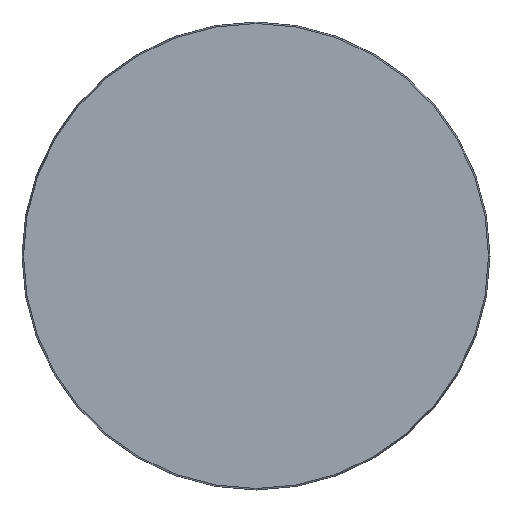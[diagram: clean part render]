
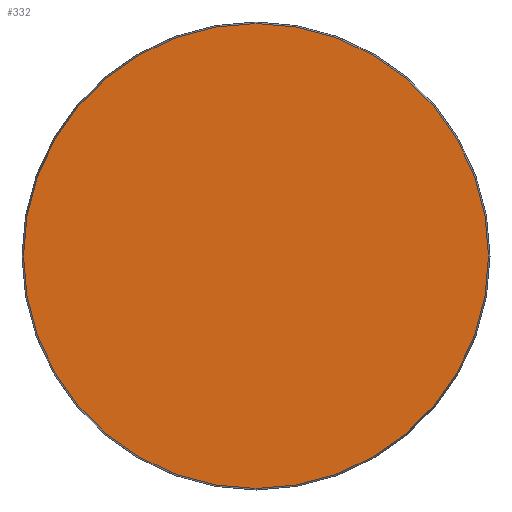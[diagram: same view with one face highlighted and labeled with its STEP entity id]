
A CAD part, front view. The second image highlights one B-rep face of the part: STEP entity #332.
In plain terms, the highlighted planar face has unit normal (0, -1, 0).
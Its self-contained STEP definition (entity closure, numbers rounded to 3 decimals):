
#17 = DIRECTION ( 'NONE',  ( 0., 1., 0. ) ) ;
#40 = DIRECTION ( 'NONE',  ( 0., -1., 0. ) ) ;
#126 = CARTESIAN_POINT ( 'NONE',  ( 0., 0., -88.425 ) ) ;
#133 = VERTEX_POINT ( 'NONE', #126 ) ;
#255 = ORIENTED_EDGE ( 'NONE', *, *, #580, .T. ) ;
#332 = ADVANCED_FACE ( 'NONE', ( #696 ), #658, .F. ) ;
#380 = EDGE_LOOP ( 'NONE', ( #255 ) ) ;
#424 = DIRECTION ( 'NONE',  ( 0., 0., 1. ) ) ;
#458 = AXIS2_PLACEMENT_3D ( 'NONE', #665, #17, #424 ) ;
#560 = CARTESIAN_POINT ( 'NONE',  ( 0., 0., 0. ) ) ;
#580 = EDGE_CURVE ( 'NONE', #133, #133, #680, .T. ) ;
#656 = AXIS2_PLACEMENT_3D ( 'NONE', #560, #40, #739 ) ;
#658 = PLANE ( 'NONE',  #458 ) ;
#665 = CARTESIAN_POINT ( 'NONE',  ( -88.425, 0., 0. ) ) ;
#680 = CIRCLE ( 'NONE', #656, 88.425 ) ;
#696 = FACE_OUTER_BOUND ( 'NONE', #380, .T. ) ;
#739 = DIRECTION ( 'NONE',  ( 0., 0., -1. ) ) ;
